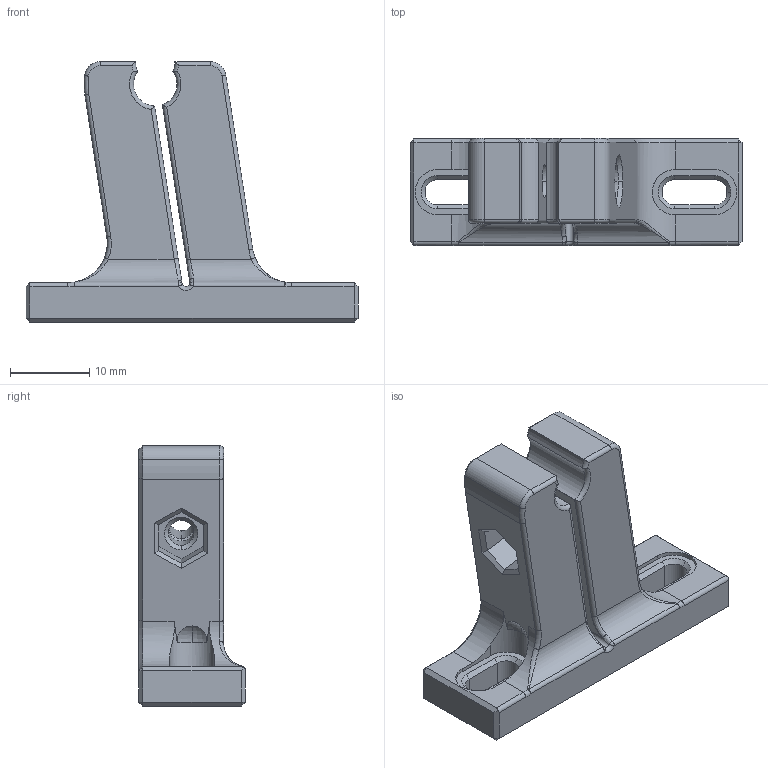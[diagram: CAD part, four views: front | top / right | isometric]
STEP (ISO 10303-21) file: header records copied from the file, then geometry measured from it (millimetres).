
FILE_DESCRIPTION (( 'STEP AP203' ), '1' );
FILE_NAME ('u1-ecb-filamentTubeClamp-v5_T0.STEP', '2023-10-23T18:14:18', ( '' ), ( '' ), 'SwSTEP 2.0', 'SolidWorks 2022', '' );
FILE_SCHEMA (( 'CONFIG_CONTROL_DESIGN' ));
Length unit declared in the file: millimetre
Products named in the file (1): u1-ecb-filamentTubeClamp-v5_T0
Bounding box: 42 x 13.5 x 32.95 mm (x, y, z)
Volume: 7283.8 mm3; surface area: 3928.8 mm2
Topology: 1 solids, 1 shells, 209 faces, 503 edges, 297 vertices
Faces by surface type: plane 88, cylinder 43, cone 34, bspline 24, torus 16, sphere 4
Entity records: 8482 total; most frequent: CARTESIAN_POINT 3769, ORIENTED_EDGE 998, DIRECTION 910, EDGE_CURVE 499, AXIS2_PLACEMENT_3D 327, VERTEX_POINT 297, VECTOR 256, LINE 256
